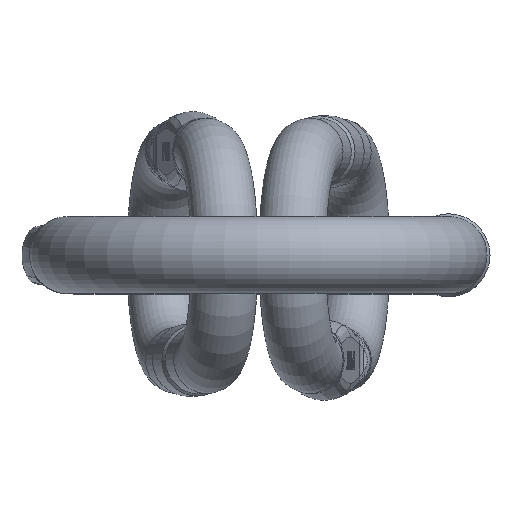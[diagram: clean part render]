
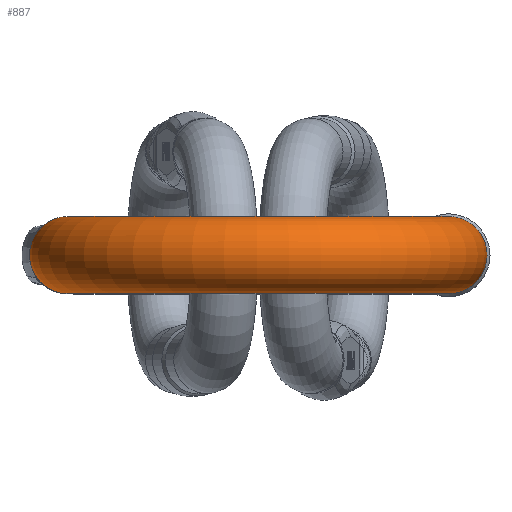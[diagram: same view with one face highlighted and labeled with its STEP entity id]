
A CAD part, top view. The second image highlights one B-rep face of the part: STEP entity #887.
In plain terms, the highlighted toroidal (fillet/blend) face has major radius 94 mm and minor radius 19 mm.
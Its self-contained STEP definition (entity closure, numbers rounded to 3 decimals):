
#188=TOROIDAL_SURFACE('',#8718,94.,19.);
#800=CIRCLE('',#8703,19.);
#802=CIRCLE('',#8711,19.);
#887=ADVANCED_FACE('',(#1650,#1651),#188,.T.);
#1650=FACE_BOUND('',#1766,.T.);
#1651=FACE_BOUND('',#1767,.T.);
#1766=EDGE_LOOP('',(#3233));
#1767=EDGE_LOOP('',(#3234));
#3233=ORIENTED_EDGE('',*,*,#6494,.T.);
#3234=ORIENTED_EDGE('',*,*,#6488,.F.);
#5679=VERTEX_POINT('',#12396);
#5681=VERTEX_POINT('',#12406);
#6488=EDGE_CURVE('',#5679,#5679,#800,.T.);
#6494=EDGE_CURVE('',#5681,#5681,#802,.T.);
#8703=AXIS2_PLACEMENT_3D('',#12395,#9176,#9177);
#8711=AXIS2_PLACEMENT_3D('',#12405,#9192,#9193);
#8718=AXIS2_PLACEMENT_3D('',#12416,#9206,#9207);
#9176=DIRECTION('',(0.,0.,-1.));
#9177=DIRECTION('',(1.,0.,0.));
#9192=DIRECTION('',(0.,0.,1.));
#9193=DIRECTION('',(1.,0.,0.));
#9206=DIRECTION('',(0.,-1.,0.));
#9207=DIRECTION('',(0.,0.,-1.));
#12395=CARTESIAN_POINT('',(-94.,0.,62.5));
#12396=CARTESIAN_POINT('',(-75.,0.,62.5));
#12405=CARTESIAN_POINT('',(94.,0.,62.5));
#12406=CARTESIAN_POINT('',(113.,0.,62.5));
#12416=CARTESIAN_POINT('',(0.,0.,62.5));
